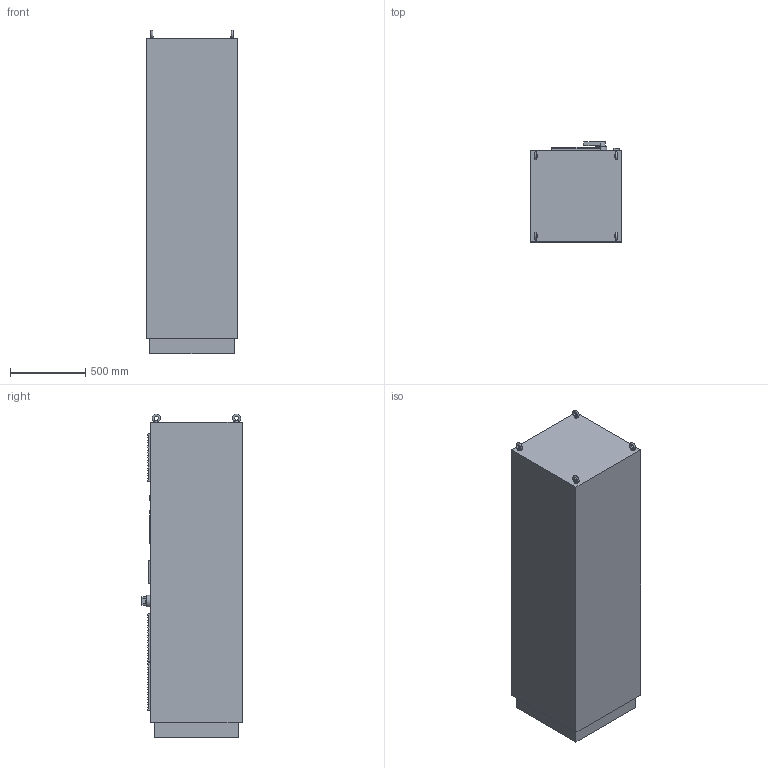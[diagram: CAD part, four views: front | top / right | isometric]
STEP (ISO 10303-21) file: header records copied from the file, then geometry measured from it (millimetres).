
FILE_DESCRIPTION(/* description */ (''),/* implementation_level */ '2;1');
FILE_NAME(/* name */ 'Out_AAF04.stp',/* time_stamp */ '2025-05-02T18:53:58+05:00',/* author */ ('U381548'),/* organization */ (''),/* preprocessor_version */ 'ST-DEVELOPER v18.1',/* originating_system */ 'Autodesk Inventor 2022',/* authorisation */ '');
FILE_SCHEMA (('AUTOMOTIVE_DESIGN { 1 0 10303 214 3 1 1 }'));
Length unit declared in the file: millimetre
Products named in the file (1): Out_AAF04
Bounding box: 608 x 666.57 x 2155.24 mm (x, y, z)
Volume: 752338642.6 mm3; surface area: 6328506.8 mm2
Topology: 1 solids, 1 shells, 284 faces, 770 edges, 512 vertices
Faces by surface type: plane 249, cylinder 19, bspline 12, torus 4
Full cylindrical faces by diameter (mm): 8 x4, 11.966 x3, 12 x1, 16.14 x4, 24 x4, 29.56 x1, 56.997 x1, 76.996 x1
Entity records: 9185 total; most frequent: CARTESIAN_POINT 1951, ORIENTED_EDGE 1540, DIRECTION 1380, EDGE_CURVE 770, LINE 674, VECTOR 674, VERTEX_POINT 512, AXIS2_PLACEMENT_3D 353
